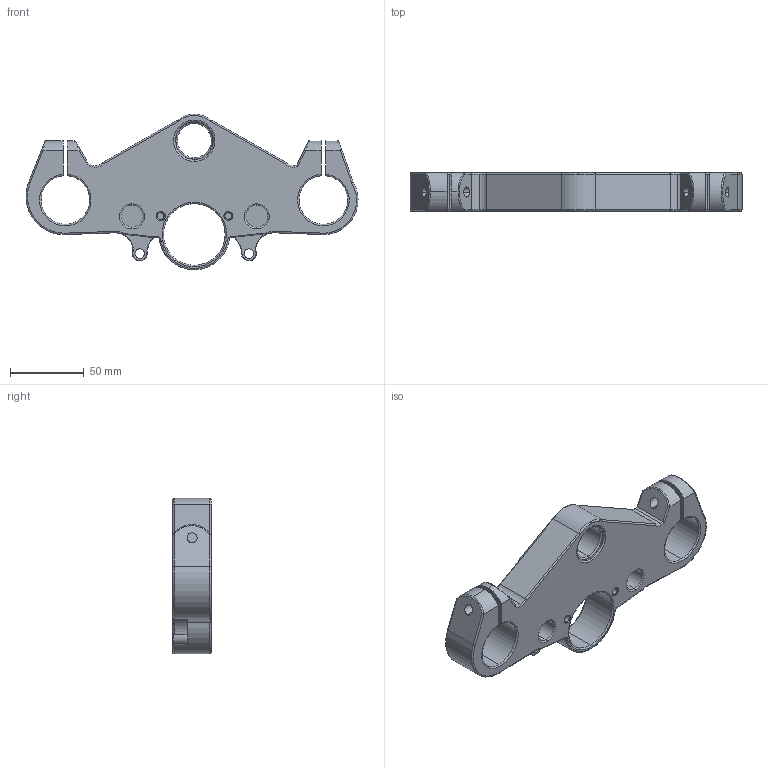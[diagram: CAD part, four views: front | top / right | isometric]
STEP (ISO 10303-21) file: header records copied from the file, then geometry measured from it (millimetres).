
FILE_DESCRIPTION (( 'STEP AP203' ), '1' );
FILE_NAME ('追風改fz系列上三角台.STEP', '2023-10-26T10:18:54', ( '' ), ( '' ), 'SwSTEP 2.0', 'SolidWorks 2022', '' );
FILE_SCHEMA (( 'CONFIG_CONTROL_DESIGN' ));
Length unit declared in the file: millimetre
Products named in the file (1): 追風改fz系列上三角台
Bounding box: 225.13 x 26 x 105.59 mm (x, y, z)
Volume: 270764.7 mm3; surface area: 53319.2 mm2
Topology: 1 solids, 1 shells, 197 faces, 491 edges, 300 vertices
Faces by surface type: cylinder 86, torus 62, plane 24, cone 17, bspline 8
Entity records: 6632 total; most frequent: CARTESIAN_POINT 1906, DIRECTION 1011, ORIENTED_EDGE 974, EDGE_CURVE 487, AXIS2_PLACEMENT_3D 432, VERTEX_POINT 300, CIRCLE 242, EDGE_LOOP 221
